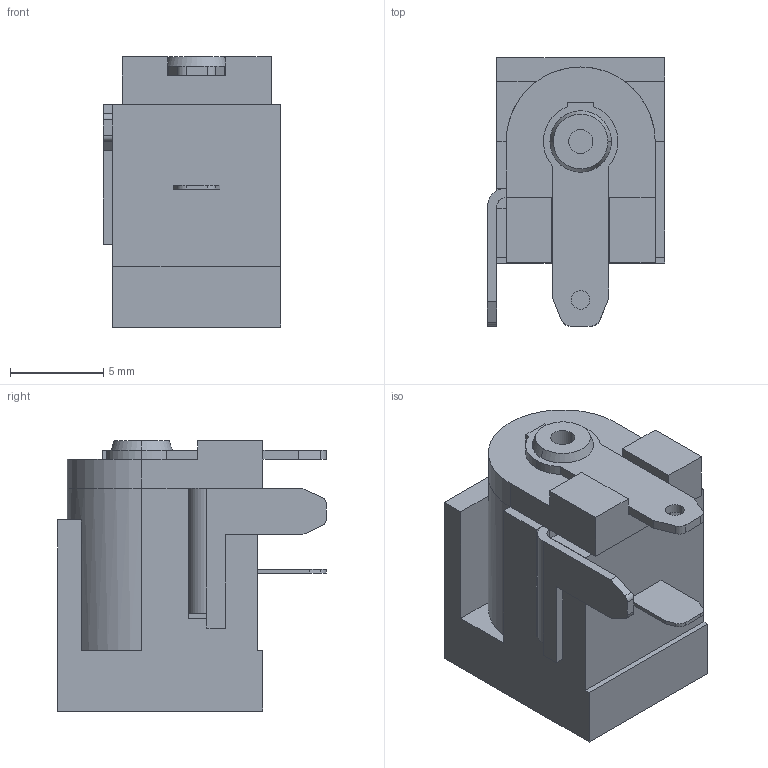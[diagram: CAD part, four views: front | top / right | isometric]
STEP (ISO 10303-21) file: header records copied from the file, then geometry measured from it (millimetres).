
FILE_DESCRIPTION(('FreeCAD Model'),'2;1');
FILE_NAME('Open CASCADE Shape Model','2021-07-20T15:04:03',('Author'),( ''),'Open CASCADE STEP processor 7.5','FreeCAD','Unknown');
FILE_SCHEMA(('AUTOMOTIVE_DESIGN { 1 0 10303 214 1 1 1 1 }'));
Length unit declared in the file: millimetre
Products named in the file (9): RAPC722X008; RAPC722X; RAPC722X001; RAPC722X002; RAPC722X003; RAPC722X004; RAPC722X005; RAPC722X006; RAPC722X007
Assembly tree (8 placements, depth 2):
  RAPC722X008
    RAPC722X
    RAPC722X001
    RAPC722X002
    RAPC722X003
    RAPC722X004
    RAPC722X005
    RAPC722X006
    RAPC722X007
Bounding box: 9.5 x 14.4 x 14.51 mm (x, y, z)
Volume: 924.8 mm3; surface area: 1423.8 mm2
Topology: 8 solids, 8 shells, 145 faces, 371 edges, 246 vertices
Faces by surface type: plane 88, cylinder 30, bspline 23, cone 4
Entity records: 11366 total; most frequent: CARTESIAN_POINT 3852, DIRECTION 1282, LINE 845, VECTOR 845, ORIENTED_EDGE 742, PCURVE 742, DEFINITIONAL_REPRESENTATION 742, EDGE_CURVE 371
